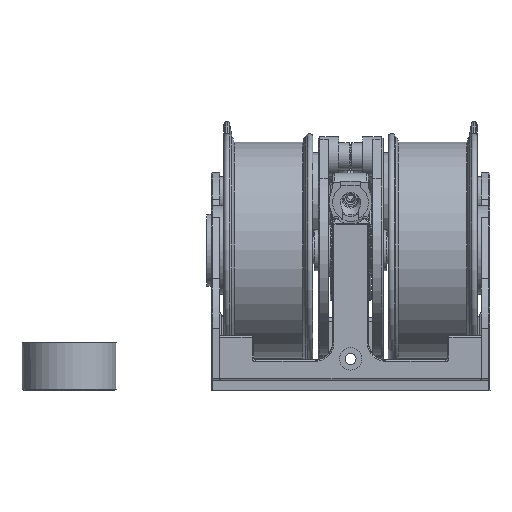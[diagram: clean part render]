
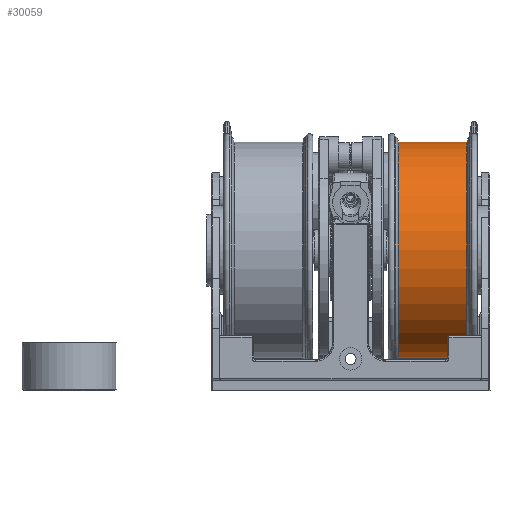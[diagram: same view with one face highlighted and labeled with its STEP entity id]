
A CAD part, front view. The second image highlights one B-rep face of the part: STEP entity #30059.
In plain terms, the highlighted cylindrical face has radius 31.625 mm (diameter 63.25 mm), a full revolution.
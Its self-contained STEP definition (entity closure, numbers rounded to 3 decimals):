
#2269=LINE('',#44266,#4732);
#4732=VECTOR('',#35974,31.625);
#6823=CYLINDRICAL_SURFACE('',#32285,31.625);
#7534=FACE_OUTER_BOUND('',#9384,.T.);
#9384=EDGE_LOOP('',(#21020,#21021,#21022,#21023));
#11259=CIRCLE('',#32283,31.625);
#11261=CIRCLE('',#32286,31.625);
#12696=VERTEX_POINT('',#44260);
#12697=VERTEX_POINT('',#44264);
#15804=EDGE_CURVE('',#12696,#12696,#11259,.T.);
#15806=EDGE_CURVE('',#12697,#12697,#11261,.T.);
#15807=EDGE_CURVE('',#12697,#12696,#2269,.T.);
#21020=ORIENTED_EDGE('',*,*,#15806,.F.);
#21021=ORIENTED_EDGE('',*,*,#15807,.T.);
#21022=ORIENTED_EDGE('',*,*,#15804,.T.);
#21023=ORIENTED_EDGE('',*,*,#15807,.F.);
#30059=ADVANCED_FACE('',(#7534),#6823,.T.);
#32283=AXIS2_PLACEMENT_3D('',#44261,#35966,#35967);
#32285=AXIS2_PLACEMENT_3D('',#44263,#35970,#35971);
#32286=AXIS2_PLACEMENT_3D('',#44265,#35972,#35973);
#35966=DIRECTION('center_axis',(-1.,0.,0.));
#35967=DIRECTION('ref_axis',(0.,0.,1.));
#35970=DIRECTION('center_axis',(-1.,0.,0.));
#35971=DIRECTION('ref_axis',(0.,0.,1.));
#35972=DIRECTION('center_axis',(-1.,0.,0.));
#35973=DIRECTION('ref_axis',(0.,0.,1.));
#35974=DIRECTION('',(1.,0.,0.));
#44260=CARTESIAN_POINT('',(34.023,0.,-31.625));
#44261=CARTESIAN_POINT('Origin',(34.023,0.,0.));
#44263=CARTESIAN_POINT('Origin',(24.,0.,0.));
#44264=CARTESIAN_POINT('',(13.977,0.,-31.625));
#44265=CARTESIAN_POINT('Origin',(13.977,0.,0.));
#44266=CARTESIAN_POINT('',(24.,0.,-31.625));
